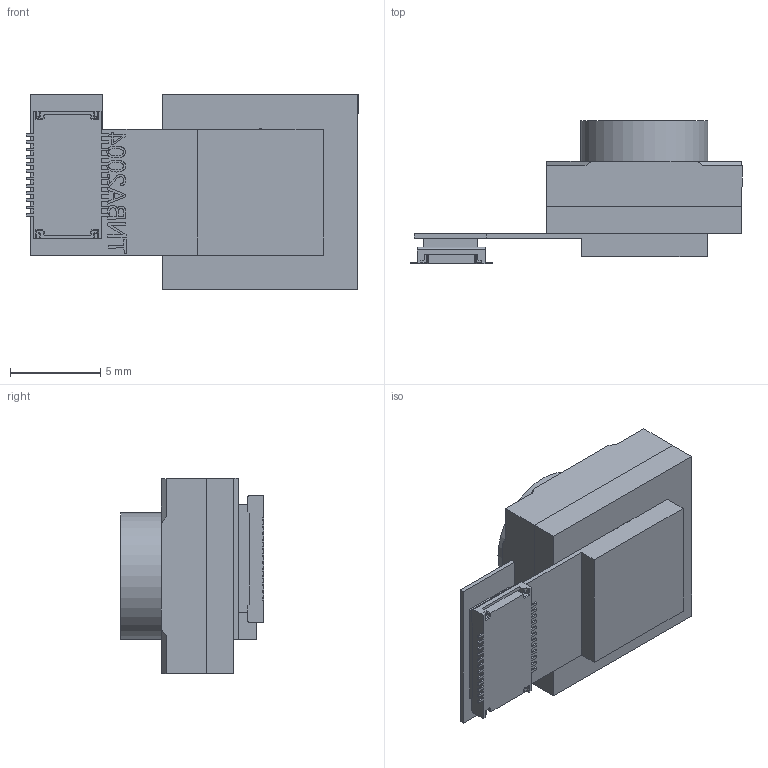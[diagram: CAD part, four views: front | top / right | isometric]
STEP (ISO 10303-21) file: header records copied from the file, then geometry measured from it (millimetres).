
FILE_DESCRIPTION(/* description */ ('OneSpaceDesigner STEP Export'),/* implementation_level */ '2;1');
FILE_NAME(/* name */ 'DF30FC-24DS-0.4V--3DModel-STEP-1 v1.step',/* time_stamp */ '2025-11-25T14:56:16+03:00',/* author */ (''),/* organization */ (''),/* preprocessor_version */ 'ST-DEVELOPER v20.1',/* originating_system */ 'Autodesk Translation Framework v14.4.0.0',/* authorisation */ '');
FILE_SCHEMA (('AUTOMOTIVE_DESIGN { 1 0 10303 214 3 1 1 }'));
Length unit declared in the file: millimetre
Products named in the file (7): DF30FC-24DS-0.4V; Sony IMX708; Sensor; Lens; Ring; Mount; Housing
Assembly tree (6 placements, depth 3):
  DF30FC-24DS-0.4V
    Sony IMX708
      Sensor
      Lens
      Ring
      Mount
      Housing
Bounding box: 18.35 x 7.93 x 10.82 mm (x, y, z)
Volume: 813.4 mm3; surface area: 1440.7 mm2
Topology: 19 solids, 19 shells, 772 faces, 2159 edges, 1427 vertices
Faces by surface type: plane 608, bspline 85, cylinder 78, cone 1
Full cylindrical faces by diameter (mm): 3 x1, 3.5 x1, 4.5 x1, 7 x1
Entity records: 25608 total; most frequent: CARTESIAN_POINT 5824, ORIENTED_EDGE 4316, DIRECTION 3549, EDGE_CURVE 2158, LINE 1831, VECTOR 1831, VERTEX_POINT 1427, AXIS2_PLACEMENT_3D 859
